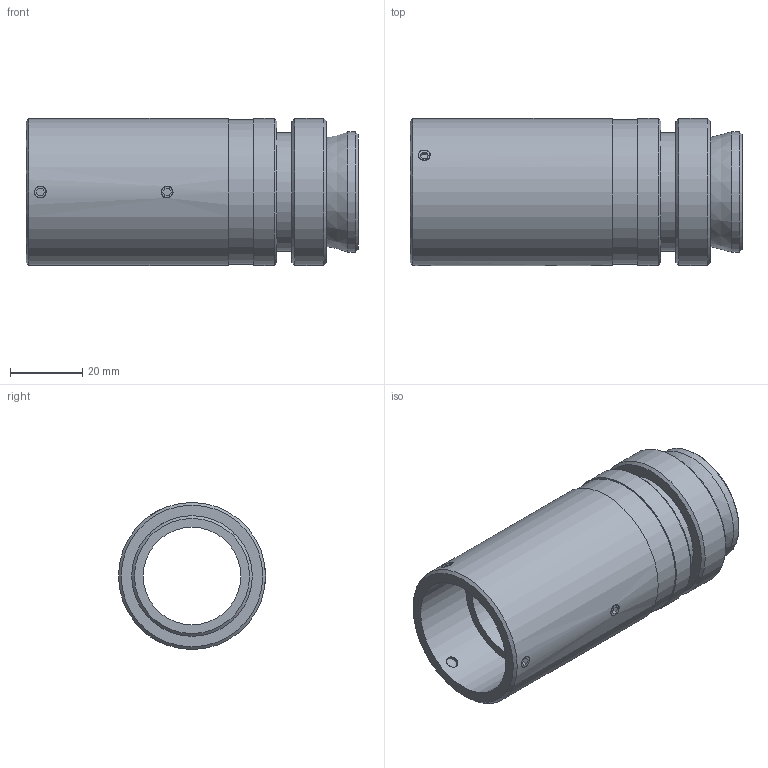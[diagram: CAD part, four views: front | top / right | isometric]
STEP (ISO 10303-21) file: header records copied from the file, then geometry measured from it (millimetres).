
FILE_DESCRIPTION((''),'2;1');
FILE_NAME('60182_0.stp','2009-12-08T11:08:27',('EVANS'),(''),'Autodesk Inventor 2010','Autodesk Inventor 2010','');
FILE_SCHEMA(('AUTOMOTIVE_DESIGN { 1 0 10303 214 1 1 1 1 }'));
Length unit declared in the file: inch
Products named in the file (4): 60182; 60183; 60184; 7004
Assembly tree (6 placements, depth 2):
  60182
    60183
    60184
    7004  x4
Bounding box: 91.77 x 40.64 x 40.64 mm (x, y, z)
Volume: 53561.9 mm3; surface area: 33479.5 mm2
Topology: 6 solids, 6 shells, 87 faces, 176 edges, 115 vertices
Faces by surface type: plane 46, cylinder 22, cone 15, sphere 4
Full cylindrical faces by diameter (mm): 3.302 x4, 4.166 x4, 26.975 x1, 32.766 x2, 33.325 x3, 33.35 x1, 34.925 x2, 35.789 x1, 39.878 x1, 40.64 x3
Entity records: 1633 total; most frequent: CARTESIAN_POINT 474, DIRECTION 230, ORIENTED_EDGE 144, EDGE_LOOP 108, AXIS2_PLACEMENT_3D 106, EDGE_CURVE 72, VERTEX_POINT 66, FACE_OUTER_BOUND 54
